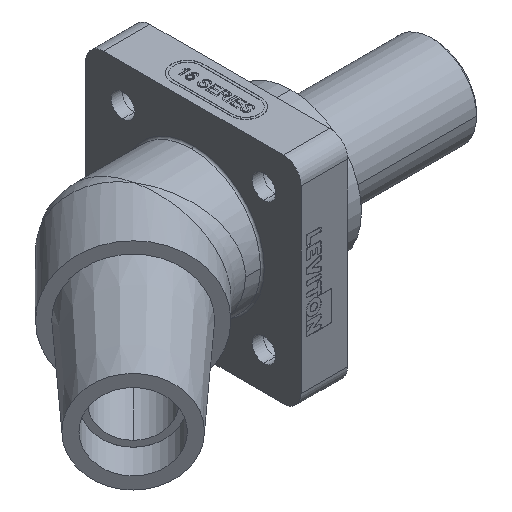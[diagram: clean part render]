
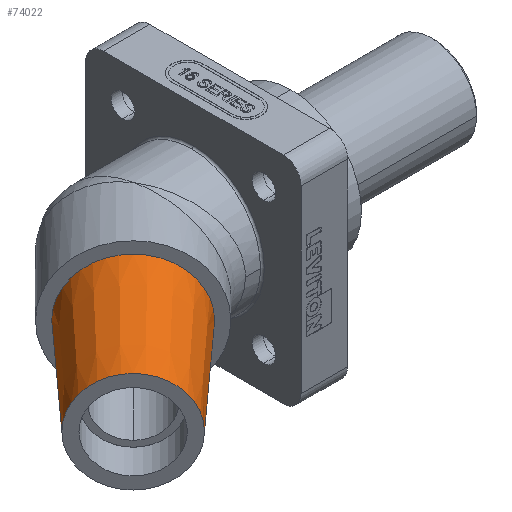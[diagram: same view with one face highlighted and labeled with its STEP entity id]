
A CAD part, isometric view. The second image highlights one B-rep face of the part: STEP entity #74022.
In plain terms, the highlighted conical face has half-angle 3 degrees and reference radius 15.557 mm.
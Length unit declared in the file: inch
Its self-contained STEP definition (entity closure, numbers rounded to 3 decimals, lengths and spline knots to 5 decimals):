
#2108 = ORIENTED_EDGE ( 'NONE', *, *, #136908, .T. ) ;
#4479 = CIRCLE ( 'NONE', #25609, 0.6125 ) ;
#8255 = CARTESIAN_POINT ( 'NONE',  ( -0.29744, 1.53524, 2.60082 ) ) ;
#10305 = VERTEX_POINT ( 'NONE', #66903 ) ;
#20771 = DIRECTION ( 'NONE',  ( -0.707, 0.707, 0. ) ) ;
#21323 = EDGE_LOOP ( 'NONE', ( #2108, #73738, #117133, #112094 ) ) ;
#22312 = AXIS2_PLACEMENT_3D ( 'NONE', #28150, #41765, #104940 ) ;
#25609 = AXIS2_PLACEMENT_3D ( 'NONE', #8255, #157096, #20771 ) ;
#28150 = CARTESIAN_POINT ( 'NONE',  ( -0.29744, 1.53524, 2.60082 ) ) ;
#32414 = CONICAL_SURFACE ( 'NONE', #22312, 0.6125, 0.052 ) ;
#34117 = DIRECTION ( 'NONE',  ( 0.743, 0.669, 0. ) ) ;
#36792 = EDGE_CURVE ( 'NONE', #93410, #84909, #39733, .T. ) ;
#39733 = LINE ( 'NONE', #145427, #51341 ) ;
#41765 = DIRECTION ( 'NONE',  ( 0.707, 0.707, 0. ) ) ;
#47175 = VERTEX_POINT ( 'NONE', #143892 ) ;
#51341 = VECTOR ( 'NONE', #34117, 39.37008 ) ;
#52739 = CARTESIAN_POINT ( 'NONE',  ( -1.32133, 0.51135, 2.60082 ) ) ;
#66903 = CARTESIAN_POINT ( 'NONE',  ( -0.73054, 1.96834, 2.60082 ) ) ;
#69603 = VECTOR ( 'NONE', #85497, 39.37008 ) ;
#72868 = AXIS2_PLACEMENT_3D ( 'NONE', #52739, #115410, #151659 ) ;
#73738 = ORIENTED_EDGE ( 'NONE', *, *, #36792, .T. ) ;
#74022 = ADVANCED_FACE ( 'NONE', ( #107799 ), #32414, .T. ) ;
#84361 = CARTESIAN_POINT ( 'NONE',  ( -0.94189, 0.1319, 2.60082 ) ) ;
#84909 = VERTEX_POINT ( 'NONE', #107400 ) ;
#85464 = EDGE_CURVE ( 'NONE', #47175, #10305, #110250, .T. ) ;
#85497 = DIRECTION ( 'NONE',  ( 0.669, 0.743, 0. ) ) ;
#93410 = VERTEX_POINT ( 'NONE', #84361 ) ;
#104940 = DIRECTION ( 'NONE',  ( -0.707, 0.707, 0. ) ) ;
#105825 = CIRCLE ( 'NONE', #72868, 0.53661 ) ;
#107400 = CARTESIAN_POINT ( 'NONE',  ( 0.13566, 1.10214, 2.60082 ) ) ;
#107799 = FACE_OUTER_BOUND ( 'NONE', #21323, .T. ) ;
#110250 = LINE ( 'NONE', #135258, #69603 ) ;
#112094 = ORIENTED_EDGE ( 'NONE', *, *, #85464, .F. ) ;
#114189 = EDGE_CURVE ( 'NONE', #10305, #84909, #4479, .T. ) ;
#115410 = DIRECTION ( 'NONE',  ( 0.707, 0.707, 0. ) ) ;
#117133 = ORIENTED_EDGE ( 'NONE', *, *, #114189, .F. ) ;
#135258 = CARTESIAN_POINT ( 'NONE',  ( -0.73054, 1.96834, 2.60082 ) ) ;
#136908 = EDGE_CURVE ( 'NONE', #47175, #93410, #105825, .T. ) ;
#143892 = CARTESIAN_POINT ( 'NONE',  ( -1.70077, 0.89079, 2.60082 ) ) ;
#145427 = CARTESIAN_POINT ( 'NONE',  ( 0.13566, 1.10214, 2.60082 ) ) ;
#151659 = DIRECTION ( 'NONE',  ( -0.707, 0.707, 0. ) ) ;
#157096 = DIRECTION ( 'NONE',  ( 0.707, 0.707, 0. ) ) ;
